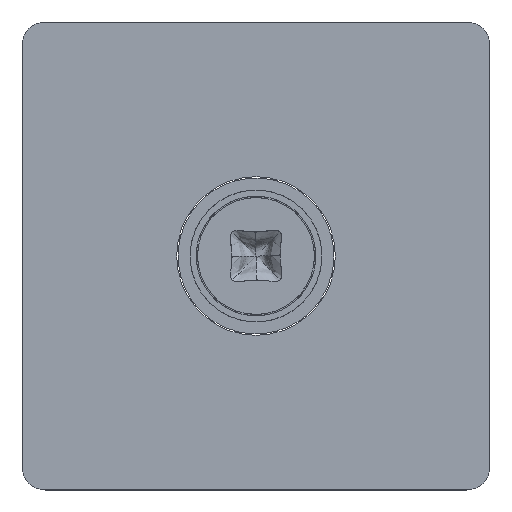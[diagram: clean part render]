
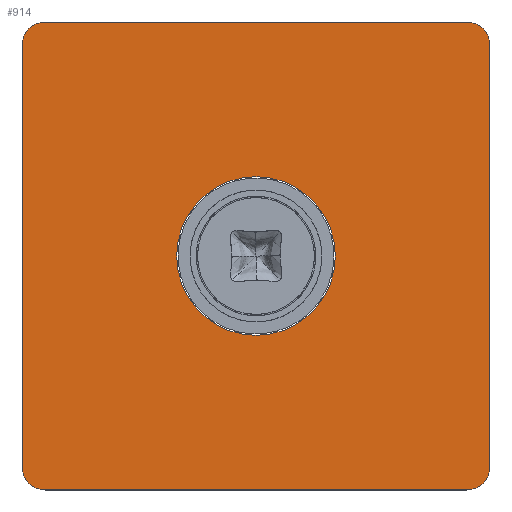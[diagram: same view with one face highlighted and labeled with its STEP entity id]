
A CAD part, top view. The second image highlights one B-rep face of the part: STEP entity #914.
In plain terms, the highlighted planar face has unit normal (0, 0, 1).
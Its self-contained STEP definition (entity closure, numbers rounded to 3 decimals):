
#140=FACE_BOUND('',#253,.T.);
#149=PLANE('',#998);
#196=FACE_OUTER_BOUND('',#252,.T.);
#252=EDGE_LOOP('',(#819,#820,#821,#822,#823,#824,#825,#826));
#253=EDGE_LOOP('',(#827));
#295=LINE('',#12215,#342);
#298=LINE('',#12221,#345);
#299=LINE('',#12225,#346);
#300=LINE('',#12229,#347);
#342=VECTOR('',#1146,10.);
#345=VECTOR('',#1151,10.);
#346=VECTOR('',#1154,10.);
#347=VECTOR('',#1157,10.);
#377=CIRCLE('',#995,4.5);
#379=CIRCLE('',#999,4.5);
#380=CIRCLE('',#1000,4.5);
#381=CIRCLE('',#1001,4.5);
#382=CIRCLE('',#1002,15.25);
#457=VERTEX_POINT('',#12205);
#458=VERTEX_POINT('',#12206);
#461=VERTEX_POINT('',#12214);
#463=VERTEX_POINT('',#12220);
#464=VERTEX_POINT('',#12222);
#465=VERTEX_POINT('',#12224);
#466=VERTEX_POINT('',#12226);
#467=VERTEX_POINT('',#12228);
#468=VERTEX_POINT('',#12231);
#578=EDGE_CURVE('',#457,#458,#377,.T.);
#582=EDGE_CURVE('',#461,#458,#295,.T.);
#585=EDGE_CURVE('',#457,#463,#298,.T.);
#586=EDGE_CURVE('',#464,#463,#379,.T.);
#587=EDGE_CURVE('',#464,#465,#299,.T.);
#588=EDGE_CURVE('',#466,#465,#380,.T.);
#589=EDGE_CURVE('',#466,#467,#300,.T.);
#590=EDGE_CURVE('',#461,#467,#381,.T.);
#591=EDGE_CURVE('',#468,#468,#382,.T.);
#819=ORIENTED_EDGE('',*,*,#578,.F.);
#820=ORIENTED_EDGE('',*,*,#585,.T.);
#821=ORIENTED_EDGE('',*,*,#586,.F.);
#822=ORIENTED_EDGE('',*,*,#587,.T.);
#823=ORIENTED_EDGE('',*,*,#588,.F.);
#824=ORIENTED_EDGE('',*,*,#589,.T.);
#825=ORIENTED_EDGE('',*,*,#590,.F.);
#826=ORIENTED_EDGE('',*,*,#582,.T.);
#827=ORIENTED_EDGE('',*,*,#591,.T.);
#914=ADVANCED_FACE('',(#196,#140),#149,.T.);
#995=AXIS2_PLACEMENT_3D('',#12207,#1138,#1139);
#998=AXIS2_PLACEMENT_3D('',#12219,#1149,#1150);
#999=AXIS2_PLACEMENT_3D('',#12223,#1152,#1153);
#1000=AXIS2_PLACEMENT_3D('',#12227,#1155,#1156);
#1001=AXIS2_PLACEMENT_3D('',#12230,#1158,#1159);
#1002=AXIS2_PLACEMENT_3D('',#12232,#1160,#1161);
#1138=DIRECTION('center_axis',(0.,0.,-1.));
#1139=DIRECTION('ref_axis',(-0.707,-0.707,0.));
#1146=DIRECTION('',(0.,-1.,0.));
#1149=DIRECTION('center_axis',(0.,0.,1.));
#1150=DIRECTION('ref_axis',(1.,0.,0.));
#1151=DIRECTION('',(1.,0.,0.));
#1152=DIRECTION('center_axis',(0.,0.,-1.));
#1153=DIRECTION('ref_axis',(0.707,-0.707,0.));
#1154=DIRECTION('',(0.,1.,0.));
#1155=DIRECTION('center_axis',(0.,0.,-1.));
#1156=DIRECTION('ref_axis',(0.707,0.707,0.));
#1157=DIRECTION('',(-1.,0.,0.));
#1158=DIRECTION('center_axis',(0.,0.,-1.));
#1159=DIRECTION('ref_axis',(-0.707,0.707,0.));
#1160=DIRECTION('center_axis',(0.,0.,-1.));
#1161=DIRECTION('ref_axis',(1.,0.,0.));
#12205=CARTESIAN_POINT('',(-40.5,-45.,1.5));
#12206=CARTESIAN_POINT('',(-45.,-40.5,1.5));
#12207=CARTESIAN_POINT('Origin',(-40.5,-40.5,1.5));
#12214=CARTESIAN_POINT('',(-45.,40.5,1.5));
#12215=CARTESIAN_POINT('',(-45.,45.,1.5));
#12219=CARTESIAN_POINT('Origin',(0.,0.,1.5));
#12220=CARTESIAN_POINT('',(40.5,-45.,1.5));
#12221=CARTESIAN_POINT('',(-45.,-45.,1.5));
#12222=CARTESIAN_POINT('',(45.,-40.5,1.5));
#12223=CARTESIAN_POINT('Origin',(40.5,-40.5,1.5));
#12224=CARTESIAN_POINT('',(45.,40.5,1.5));
#12225=CARTESIAN_POINT('',(45.,-45.,1.5));
#12226=CARTESIAN_POINT('',(40.5,45.,1.5));
#12227=CARTESIAN_POINT('Origin',(40.5,40.5,1.5));
#12228=CARTESIAN_POINT('',(-40.5,45.,1.5));
#12229=CARTESIAN_POINT('',(45.,45.,1.5));
#12230=CARTESIAN_POINT('Origin',(-40.5,40.5,1.5));
#12231=CARTESIAN_POINT('',(-15.25,0.,1.5));
#12232=CARTESIAN_POINT('Origin',(0.,0.,1.5));
